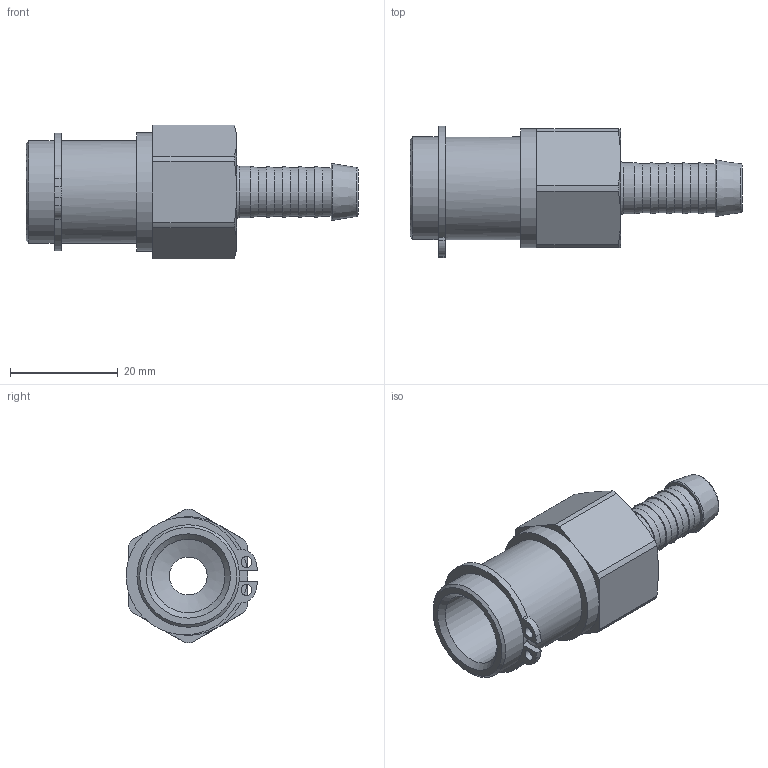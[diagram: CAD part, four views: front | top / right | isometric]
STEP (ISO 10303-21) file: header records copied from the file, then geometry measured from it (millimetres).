
FILE_DESCRIPTION(/* description */ (''),/* implementation_level */ '2;1');
FILE_NAME(/* name */ 'MKMD 9 TL.stp',/* time_stamp */ '2023-04-25T11:00:47+02:00',/* author */ ('meier'),/* organization */ (''),/* preprocessor_version */ 'ST-DEVELOPER v18.1',/* originating_system */ 'Autodesk Inventor 2022',/* authorisation */ '0 mm^3');
FILE_SCHEMA (('AUTOMOTIVE_DESIGN { 1 0 10303 214 3 1 1 }'));
Length unit declared in the file: millimetre
Products named in the file (1): LUE_00036545
Bounding box: 61.5 x 24.3 x 24.8 mm (x, y, z)
Volume: 8656.4 mm3; surface area: 6404.4 mm2
Topology: 1 solids, 1 shells, 72 faces, 162 edges, 100 vertices
Faces by surface type: plane 31, cylinder 23, cone 15, torus 3
Full cylindrical faces by diameter (mm): 2 x2, 7 x1, 9 x5, 9.5 x1, 13.6 x1, 18 x1, 19 x2, 22 x1
Entity records: 2136 total; most frequent: DIRECTION 375, CARTESIAN_POINT 359, ORIENTED_EDGE 324, EDGE_CURVE 162, AXIS2_PLACEMENT_3D 152, VERTEX_POINT 100, EDGE_LOOP 86, CIRCLE 79
